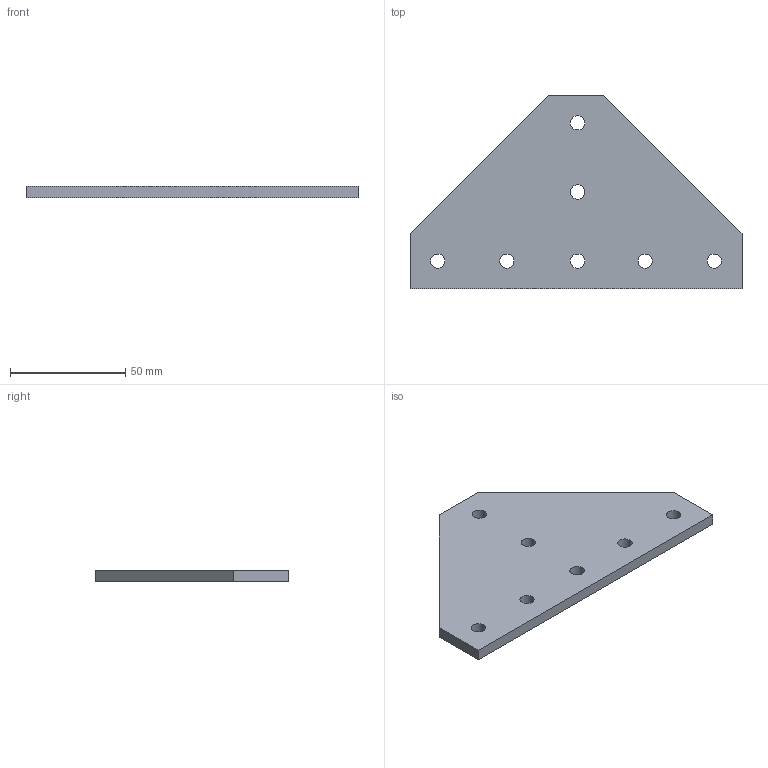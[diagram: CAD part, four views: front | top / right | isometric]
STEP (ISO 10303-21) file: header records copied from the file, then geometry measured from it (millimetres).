
FILE_DESCRIPTION((''),'2;1');
FILE_NAME('bsf-30461.stp','2001-12-27T20:38:33',('Administrator'),(''),'Autodesk Inventor (tm) 3.0','Autodesk Inventor (tm) 3.0','');
FILE_SCHEMA(('CONFIG_CONTROL_DESIGN'));
Length unit declared in the file: millimetre
Products named in the file (1): bsf-30461
Bounding box: 144 x 84 x 5 mm (x, y, z)
Volume: 41423.4 mm3; surface area: 19179.5 mm2
Topology: 1 solids, 1 shells, 22 faces, 60 edges, 40 vertices
Faces by surface type: bspline 14, plane 8
Entity records: 1017 total; most frequent: CARTESIAN_POINT 361, ORIENTED_EDGE 120, DIRECTION 106, EDGE_CURVE 60, VERTEX_POINT 40, AXIS2_PLACEMENT_3D 37, EDGE_LOOP 36, VECTOR 32
